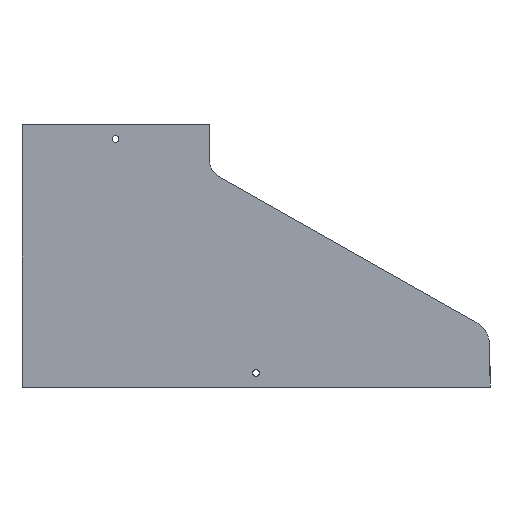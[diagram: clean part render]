
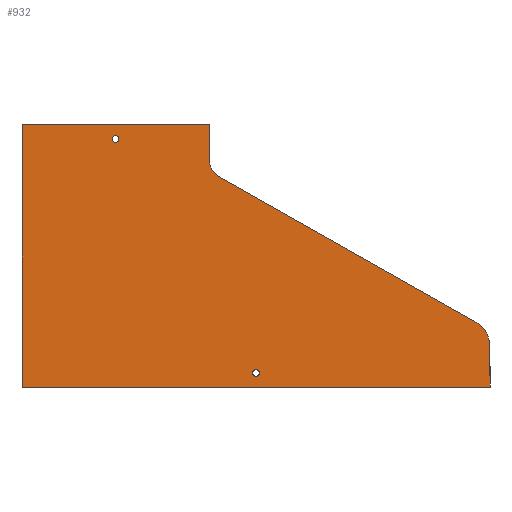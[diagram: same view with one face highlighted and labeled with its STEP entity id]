
A CAD part, front view. The second image highlights one B-rep face of the part: STEP entity #932.
In plain terms, the highlighted planar face has unit normal (0, -1, 0).
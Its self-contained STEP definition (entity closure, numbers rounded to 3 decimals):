
#37 = VERTEX_POINT ( 'NONE', #681 ) ;
#42 = VERTEX_POINT ( 'NONE', #684 ) ;
#90 = FACE_BOUND ( 'NONE', #1182, .T. ) ;
#92 = FACE_OUTER_BOUND ( 'NONE', #1192, .T. ) ;
#102 = FACE_BOUND ( 'NONE', #1190, .T. ) ;
#167 = VECTOR ( 'NONE', #430, 1000. ) ;
#170 = LINE ( 'NONE', #426, #167 ) ;
#196 = VECTOR ( 'NONE', #458, 1000. ) ;
#198 = LINE ( 'NONE', #429, #196 ) ;
#200 = CIRCLE ( 'NONE', #749, 20. ) ;
#201 = VECTOR ( 'NONE', #419, 1000. ) ;
#202 = LINE ( 'NONE', #482, #201 ) ;
#203 = VECTOR ( 'NONE', #472, 1000. ) ;
#205 = CIRCLE ( 'NONE', #751, 3.5 ) ;
#206 = CIRCLE ( 'NONE', #750, 30. ) ;
#207 = LINE ( 'NONE', #548, #203 ) ;
#210 = CIRCLE ( 'NONE', #752, 3.5 ) ;
#223 = EDGE_CURVE ( 'NONE', #1266, #1216, #364, .T. ) ;
#246 = EDGE_CURVE ( 'NONE', #1214, #1216, #328, .T. ) ;
#253 = EDGE_CURVE ( 'NONE', #37, #37, #210, .T. ) ;
#254 = EDGE_CURVE ( 'NONE', #42, #42, #205, .T. ) ;
#255 = EDGE_CURVE ( 'NONE', #1267, #1266, #207, .T. ) ;
#256 = EDGE_CURVE ( 'NONE', #1232, #1259, #206, .T. ) ;
#257 = EDGE_CURVE ( 'NONE', #1259, #1262, #202, .T. ) ;
#259 = EDGE_CURVE ( 'NONE', #1262, #1214, #200, .T. ) ;
#260 = EDGE_CURVE ( 'NONE', #1230, #1267, #198, .T. ) ;
#277 = EDGE_CURVE ( 'NONE', #1230, #1232, #170, .T. ) ;
#326 = VECTOR ( 'NONE', #559, 1000. ) ;
#328 = LINE ( 'NONE', #480, #326 ) ;
#359 = VECTOR ( 'NONE', #537, 1000. ) ;
#364 = LINE ( 'NONE', #519, #359 ) ;
#414 = DIRECTION ( 'NONE',  ( 0., 0., -1. ) ) ;
#419 = DIRECTION ( 'NONE',  ( -0.87, 0., 0.493 ) ) ;
#426 = CARTESIAN_POINT ( 'NONE',  ( 500., 0., -236.655 ) ) ;
#429 = CARTESIAN_POINT ( 'NONE',  ( -500., 0., -280. ) ) ;
#430 = DIRECTION ( 'NONE',  ( 0., 0., 1. ) ) ;
#438 = DIRECTION ( 'NONE',  ( 0., 1., 0. ) ) ;
#443 = CARTESIAN_POINT ( 'NONE',  ( 220., 0., -37.518 ) ) ;
#447 = DIRECTION ( 'NONE',  ( 0., 0., 1. ) ) ;
#448 = DIRECTION ( 'NONE',  ( 0., -1., 0. ) ) ;
#449 = CARTESIAN_POINT ( 'NONE',  ( 470., 0., -236.655 ) ) ;
#458 = DIRECTION ( 'NONE',  ( -1., 0., 0. ) ) ;
#462 = DIRECTION ( 'NONE',  ( 0., 0., 1. ) ) ;
#467 = DIRECTION ( 'NONE',  ( 0., -1., 0. ) ) ;
#470 = CARTESIAN_POINT ( 'NONE',  ( 100., 0., -15. ) ) ;
#472 = DIRECTION ( 'NONE',  ( 0., 0., 1. ) ) ;
#480 = CARTESIAN_POINT ( 'NONE',  ( 200., 0., 0. ) ) ;
#481 = CARTESIAN_POINT ( 'NONE',  ( 250., 0., -265. ) ) ;
#482 = CARTESIAN_POINT ( 'NONE',  ( 210.14, 0., -54.919 ) ) ;
#494 = DIRECTION ( 'NONE',  ( 0., -1., 0. ) ) ;
#519 = CARTESIAN_POINT ( 'NONE',  ( -200., 0., 0. ) ) ;
#521 = DIRECTION ( 'NONE',  ( 0., 0., -1. ) ) ;
#537 = DIRECTION ( 'NONE',  ( 1., 0., 0. ) ) ;
#548 = CARTESIAN_POINT ( 'NONE',  ( 0., 0., 0. ) ) ;
#559 = DIRECTION ( 'NONE',  ( 0., 0., 1. ) ) ;
#627 = CARTESIAN_POINT ( 'NONE',  ( 200., 0., -37.518 ) ) ;
#629 = CARTESIAN_POINT ( 'NONE',  ( 200., 0., 0. ) ) ;
#643 = CARTESIAN_POINT ( 'NONE',  ( 500., 0., -280. ) ) ;
#645 = CARTESIAN_POINT ( 'NONE',  ( 500., 0., -236.655 ) ) ;
#672 = CARTESIAN_POINT ( 'NONE',  ( 484.79, 0., -210.554 ) ) ;
#675 = CARTESIAN_POINT ( 'NONE',  ( 210.14, 0., -54.919 ) ) ;
#678 = CARTESIAN_POINT ( 'NONE',  ( 0., 0., 0. ) ) ;
#679 = CARTESIAN_POINT ( 'NONE',  ( 0., 0., -280. ) ) ;
#681 = CARTESIAN_POINT ( 'NONE',  ( 250., 0., -268.5 ) ) ;
#684 = CARTESIAN_POINT ( 'NONE',  ( 100., 0., -18.5 ) ) ;
#724 = AXIS2_PLACEMENT_3D ( 'NONE', #914, #861, #863 ) ;
#749 = AXIS2_PLACEMENT_3D ( 'NONE', #443, #438, #462 ) ;
#750 = AXIS2_PLACEMENT_3D ( 'NONE', #449, #448, #447 ) ;
#751 = AXIS2_PLACEMENT_3D ( 'NONE', #470, #467, #414 ) ;
#752 = AXIS2_PLACEMENT_3D ( 'NONE', #481, #494, #521 ) ;
#861 = DIRECTION ( 'NONE',  ( 0., 1., 0. ) ) ;
#863 = DIRECTION ( 'NONE',  ( 0., 0., 1. ) ) ;
#908 = PLANE ( 'NONE',  #724 ) ;
#914 = CARTESIAN_POINT ( 'NONE',  ( -220., 0., -37.518 ) ) ;
#932 = ADVANCED_FACE ( 'NONE', ( #102, #90, #92 ), #908, .F. ) ;
#1022 = ORIENTED_EDGE ( 'NONE', *, *, #246, .T. ) ;
#1023 = ORIENTED_EDGE ( 'NONE', *, *, #259, .T. ) ;
#1024 = ORIENTED_EDGE ( 'NONE', *, *, #257, .T. ) ;
#1025 = ORIENTED_EDGE ( 'NONE', *, *, #256, .T. ) ;
#1026 = ORIENTED_EDGE ( 'NONE', *, *, #277, .T. ) ;
#1027 = ORIENTED_EDGE ( 'NONE', *, *, #260, .F. ) ;
#1028 = ORIENTED_EDGE ( 'NONE', *, *, #255, .F. ) ;
#1029 = ORIENTED_EDGE ( 'NONE', *, *, #223, .F. ) ;
#1030 = ORIENTED_EDGE ( 'NONE', *, *, #254, .F. ) ;
#1031 = ORIENTED_EDGE ( 'NONE', *, *, #253, .F. ) ;
#1182 = EDGE_LOOP ( 'NONE', ( #1030 ) ) ;
#1190 = EDGE_LOOP ( 'NONE', ( #1031 ) ) ;
#1192 = EDGE_LOOP ( 'NONE', ( #1029, #1028, #1027, #1026, #1025, #1024, #1023, #1022 ) ) ;
#1214 = VERTEX_POINT ( 'NONE', #627 ) ;
#1216 = VERTEX_POINT ( 'NONE', #629 ) ;
#1230 = VERTEX_POINT ( 'NONE', #643 ) ;
#1232 = VERTEX_POINT ( 'NONE', #645 ) ;
#1259 = VERTEX_POINT ( 'NONE', #672 ) ;
#1262 = VERTEX_POINT ( 'NONE', #675 ) ;
#1266 = VERTEX_POINT ( 'NONE', #678 ) ;
#1267 = VERTEX_POINT ( 'NONE', #679 ) ;
